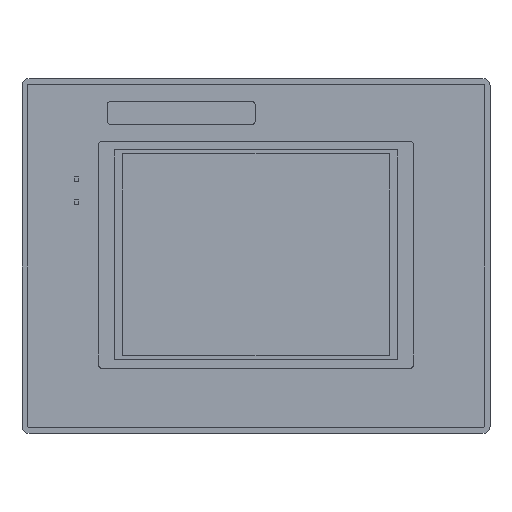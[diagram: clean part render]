
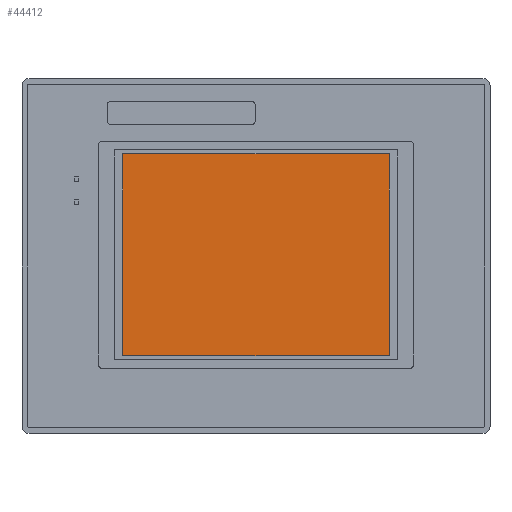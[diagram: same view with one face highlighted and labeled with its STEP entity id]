
A CAD part, top view. The second image highlights one B-rep face of the part: STEP entity #44412.
In plain terms, the highlighted planar face has unit normal (0, 0, 1).
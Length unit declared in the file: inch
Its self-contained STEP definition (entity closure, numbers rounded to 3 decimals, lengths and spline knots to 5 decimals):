
#2547 = CARTESIAN_POINT ( 'NONE',  ( -2.3, -1.72, 0.3487 ) ) ;
#2554 = LINE ( 'NONE', #31197, #21615 ) ;
#4717 = ORIENTED_EDGE ( 'NONE', *, *, #40399, .T. ) ;
#6595 = ORIENTED_EDGE ( 'NONE', *, *, #24669, .T. ) ;
#7481 = LINE ( 'NONE', #48741, #16483 ) ;
#8313 = DIRECTION ( 'NONE',  ( 0., -1., 0. ) ) ;
#9389 = FACE_OUTER_BOUND ( 'NONE', #48387, .T. ) ;
#16361 = DIRECTION ( 'NONE',  ( 0., 1., 0. ) ) ;
#16483 = VECTOR ( 'NONE', #41118, 39.37008 ) ;
#17209 = EDGE_CURVE ( 'NONE', #31934, #45729, #7481, .T. ) ;
#17810 = ORIENTED_EDGE ( 'NONE', *, *, #17209, .T. ) ;
#18119 = CARTESIAN_POINT ( 'NONE',  ( 0., 0., 0.3487 ) ) ;
#19313 = EDGE_CURVE ( 'NONE', #46340, #31934, #19839, .T. ) ;
#19839 = LINE ( 'NONE', #35353, #48968 ) ;
#20383 = CARTESIAN_POINT ( 'NONE',  ( -2.3, -1.72, 0.3487 ) ) ;
#21146 = VERTEX_POINT ( 'NONE', #20383 ) ;
#21615 = VECTOR ( 'NONE', #8313, 39.37008 ) ;
#21970 = ORIENTED_EDGE ( 'NONE', *, *, #19313, .T. ) ;
#24669 = EDGE_CURVE ( 'NONE', #21146, #46340, #31839, .T. ) ;
#25822 = PLANE ( 'NONE',  #45061 ) ;
#25981 = DIRECTION ( 'NONE',  ( 1., 0., 0. ) ) ;
#30606 = VECTOR ( 'NONE', #36857, 39.37008 ) ;
#31197 = CARTESIAN_POINT ( 'NONE',  ( -2.3, 1.763, 0.3487 ) ) ;
#31839 = LINE ( 'NONE', #2547, #30606 ) ;
#31934 = VERTEX_POINT ( 'NONE', #47259 ) ;
#33156 = CARTESIAN_POINT ( 'NONE',  ( -2.3, 1.763, 0.3487 ) ) ;
#35353 = CARTESIAN_POINT ( 'NONE',  ( 2.3, -1.72, 0.3487 ) ) ;
#36857 = DIRECTION ( 'NONE',  ( 1., 0., 0. ) ) ;
#40399 = EDGE_CURVE ( 'NONE', #45729, #21146, #2554, .T. ) ;
#41118 = DIRECTION ( 'NONE',  ( -1., 0., 0. ) ) ;
#44352 = CARTESIAN_POINT ( 'NONE',  ( 2.3, -1.72, 0.3487 ) ) ;
#44412 = ADVANCED_FACE ( 'NONE', ( #9389 ), #25822, .T. ) ;
#45061 = AXIS2_PLACEMENT_3D ( 'NONE', #18119, #48712, #25981 ) ;
#45729 = VERTEX_POINT ( 'NONE', #33156 ) ;
#46340 = VERTEX_POINT ( 'NONE', #44352 ) ;
#47259 = CARTESIAN_POINT ( 'NONE',  ( 2.3, 1.763, 0.3487 ) ) ;
#48387 = EDGE_LOOP ( 'NONE', ( #6595, #21970, #17810, #4717 ) ) ;
#48712 = DIRECTION ( 'NONE',  ( 0., 0., 1. ) ) ;
#48741 = CARTESIAN_POINT ( 'NONE',  ( 2.3, 1.763, 0.3487 ) ) ;
#48968 = VECTOR ( 'NONE', #16361, 39.37008 ) ;
